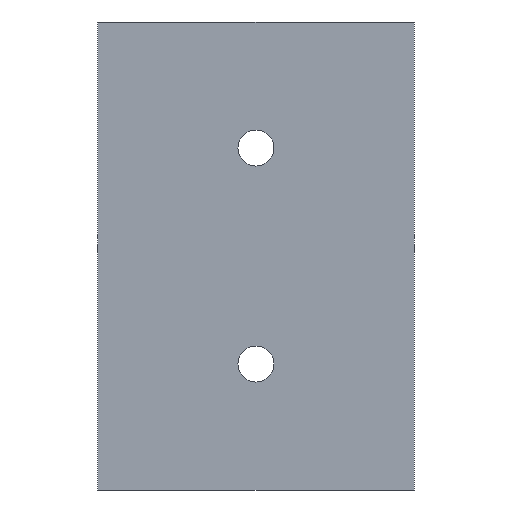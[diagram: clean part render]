
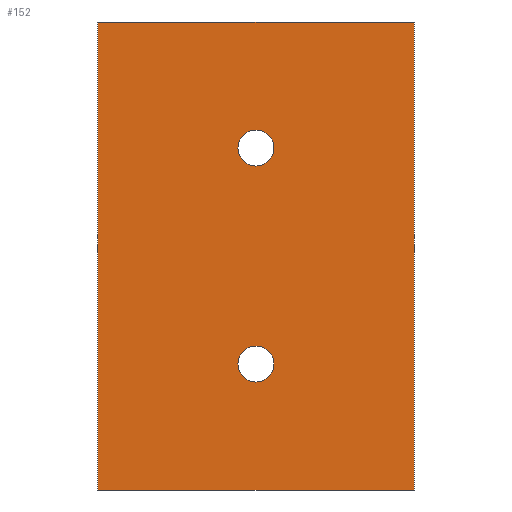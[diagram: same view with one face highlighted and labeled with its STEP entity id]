
A CAD part, front view. The second image highlights one B-rep face of the part: STEP entity #152.
In plain terms, the highlighted planar face has unit normal (0, -1, 0).
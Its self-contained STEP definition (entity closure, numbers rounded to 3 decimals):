
#7 = EDGE_CURVE ( 'NONE', #180, #180, #70, .T. ) ;
#11 = AXIS2_PLACEMENT_3D ( 'NONE', #254, #256, #250 ) ;
#15 = AXIS2_PLACEMENT_3D ( 'NONE', #277, #276, #290 ) ;
#18 = AXIS2_PLACEMENT_3D ( 'NONE', #286, #202, #302 ) ;
#19 = EDGE_CURVE ( 'NONE', #79, #62, #121, .T. ) ;
#30 = EDGE_CURVE ( 'NONE', #173, #173, #141, .T. ) ;
#31 = EDGE_CURVE ( 'NONE', #62, #80, #101, .T. ) ;
#32 = EDGE_CURVE ( 'NONE', #142, #80, #84, .T. ) ;
#39 = EDGE_CURVE ( 'NONE', #79, #142, #126, .T. ) ;
#56 = ORIENTED_EDGE ( 'NONE', *, *, #30, .T. ) ;
#62 = VERTEX_POINT ( 'NONE', #270 ) ;
#64 = FACE_OUTER_BOUND ( 'NONE', #120, .T. ) ;
#65 = FACE_BOUND ( 'NONE', #71, .T. ) ;
#66 = VECTOR ( 'NONE', #275, 1000. ) ;
#70 = CIRCLE ( 'NONE', #18, 2.5 ) ;
#71 = EDGE_LOOP ( 'NONE', ( #56 ) ) ;
#73 = ORIENTED_EDGE ( 'NONE', *, *, #19, .T. ) ;
#79 = VERTEX_POINT ( 'NONE', #267 ) ;
#80 = VERTEX_POINT ( 'NONE', #273 ) ;
#83 = VECTOR ( 'NONE', #268, 1000. ) ;
#84 = LINE ( 'NONE', #274, #138 ) ;
#87 = VECTOR ( 'NONE', #299, 1000. ) ;
#89 = EDGE_LOOP ( 'NONE', ( #90 ) ) ;
#90 = ORIENTED_EDGE ( 'NONE', *, *, #7, .F. ) ;
#101 = LINE ( 'NONE', #291, #66 ) ;
#107 = ORIENTED_EDGE ( 'NONE', *, *, #39, .F. ) ;
#118 = FACE_BOUND ( 'NONE', #89, .T. ) ;
#120 = EDGE_LOOP ( 'NONE', ( #135, #107, #73, #134 ) ) ;
#121 = LINE ( 'NONE', #209, #87 ) ;
#126 = LINE ( 'NONE', #271, #83 ) ;
#134 = ORIENTED_EDGE ( 'NONE', *, *, #31, .T. ) ;
#135 = ORIENTED_EDGE ( 'NONE', *, *, #32, .F. ) ;
#138 = VECTOR ( 'NONE', #272, 1000. ) ;
#141 = CIRCLE ( 'NONE', #15, 2.5 ) ;
#142 = VERTEX_POINT ( 'NONE', #261 ) ;
#152 = ADVANCED_FACE ( 'NONE', ( #118, #64, #65 ), #252, .T. ) ;
#173 = VERTEX_POINT ( 'NONE', #233 ) ;
#180 = VERTEX_POINT ( 'NONE', #231 ) ;
#202 = DIRECTION ( 'NONE',  ( 0., -1., 0. ) ) ;
#209 = CARTESIAN_POINT ( 'NONE',  ( -22., 0., -65. ) ) ;
#231 = CARTESIAN_POINT ( 'NONE',  ( 0., 0., -50. ) ) ;
#233 = CARTESIAN_POINT ( 'NONE',  ( 0., 0., -20. ) ) ;
#250 = DIRECTION ( 'NONE',  ( 0., 0., -1. ) ) ;
#252 = PLANE ( 'NONE',  #11 ) ;
#254 = CARTESIAN_POINT ( 'NONE',  ( -22., 0., -65. ) ) ;
#256 = DIRECTION ( 'NONE',  ( 0., -1., 0. ) ) ;
#261 = CARTESIAN_POINT ( 'NONE',  ( -22., 0., 0. ) ) ;
#267 = CARTESIAN_POINT ( 'NONE',  ( -22., 0., -65. ) ) ;
#268 = DIRECTION ( 'NONE',  ( 0., 0., 1. ) ) ;
#270 = CARTESIAN_POINT ( 'NONE',  ( 22., 0., -65. ) ) ;
#271 = CARTESIAN_POINT ( 'NONE',  ( -22., 0., -65. ) ) ;
#272 = DIRECTION ( 'NONE',  ( 1., 0., 0. ) ) ;
#273 = CARTESIAN_POINT ( 'NONE',  ( 22., 0., 0. ) ) ;
#274 = CARTESIAN_POINT ( 'NONE',  ( -22., 0., 0. ) ) ;
#275 = DIRECTION ( 'NONE',  ( 0., 0., 1. ) ) ;
#276 = DIRECTION ( 'NONE',  ( 0., 1., 0. ) ) ;
#277 = CARTESIAN_POINT ( 'NONE',  ( 0., 0., -17.5 ) ) ;
#286 = CARTESIAN_POINT ( 'NONE',  ( 0., 0., -47.5 ) ) ;
#290 = DIRECTION ( 'NONE',  ( 0., 0., -1. ) ) ;
#291 = CARTESIAN_POINT ( 'NONE',  ( 22., 0., -65. ) ) ;
#299 = DIRECTION ( 'NONE',  ( 1., 0., 0. ) ) ;
#302 = DIRECTION ( 'NONE',  ( 0., 0., -1. ) ) ;
